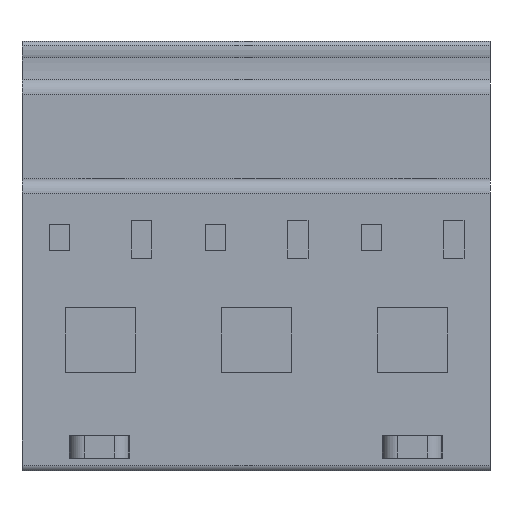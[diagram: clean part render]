
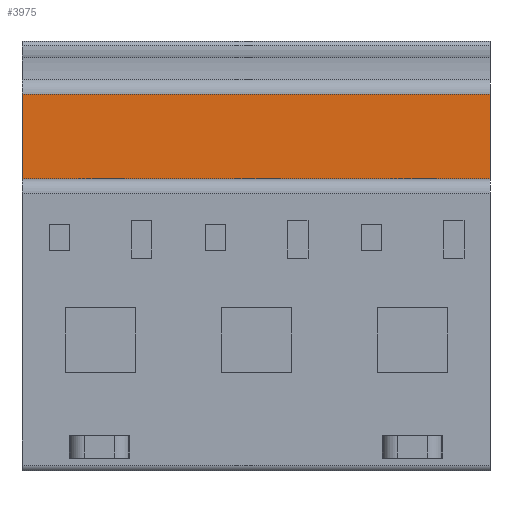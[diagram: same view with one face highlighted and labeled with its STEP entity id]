
A CAD part, front view. The second image highlights one B-rep face of the part: STEP entity #3975.
In plain terms, the highlighted planar face has unit normal (0, -1, 0).
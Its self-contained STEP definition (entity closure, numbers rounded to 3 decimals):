
#3962=AXIS2_PLACEMENT_3D('Plane Axis2P3D',#3959,#3960,#3961) ;
#1854=CARTESIAN_POINT('Vertex',(0.,-22.5,0.444)) ;
#1857=CARTESIAN_POINT('Line Origine',(0.,-22.5,-6.778)) ;
#1861=CARTESIAN_POINT('Vertex',(0.,-22.5,-14.)) ;
#1958=CARTESIAN_POINT('Vertex',(-80.1,-22.5,-14.)) ;
#1961=CARTESIAN_POINT('Line Origine',(-80.1,-22.5,-6.778)) ;
#1965=CARTESIAN_POINT('Vertex',(-80.1,-22.5,0.444)) ;
#3947=CARTESIAN_POINT('Line Origine',(-40.05,-22.5,0.444)) ;
#3959=CARTESIAN_POINT('Axis2P3D Location',(0.,-22.5,0.444)) ;
#3964=CARTESIAN_POINT('Line Origine',(-40.05,-22.5,-14.)) ;
#1858=DIRECTION('Vector Direction',(0.,0.,-1.)) ;
#1962=DIRECTION('Vector Direction',(0.,0.,-1.)) ;
#3948=DIRECTION('Vector Direction',(1.,0.,0.)) ;
#3960=DIRECTION('Axis2P3D Direction',(0.,1.,0.)) ;
#3961=DIRECTION('Axis2P3D XDirection',(0.,0.,-1.)) ;
#3965=DIRECTION('Vector Direction',(-1.,0.,0.)) ;
#1859=VECTOR('Line Direction',#1858,1.) ;
#1963=VECTOR('Line Direction',#1962,1.) ;
#3949=VECTOR('Line Direction',#3948,1.) ;
#3966=VECTOR('Line Direction',#3965,1.) ;
#3970=ORIENTED_EDGE('',*,*,#1967,.T.) ;
#3971=ORIENTED_EDGE('',*,*,#3968,.F.) ;
#3972=ORIENTED_EDGE('',*,*,#1863,.F.) ;
#3973=ORIENTED_EDGE('',*,*,#3951,.T.) ;
#3975=ADVANCED_FACE('PartBody',(#3974),#3963,.F.) ;
#1863=EDGE_CURVE('',#1855,#1862,#1860,.T.) ;
#1967=EDGE_CURVE('',#1966,#1959,#1964,.T.) ;
#3951=EDGE_CURVE('',#1855,#1966,#3950,.F.) ;
#3968=EDGE_CURVE('',#1862,#1959,#3967,.T.) ;
#3969=EDGE_LOOP('',(#3970,#3971,#3972,#3973)) ;
#3974=FACE_OUTER_BOUND('',#3969,.T.) ;
#1860=LINE('Line',#1857,#1859) ;
#1964=LINE('Line',#1961,#1963) ;
#3950=LINE('Line',#3947,#3949) ;
#3967=LINE('Line',#3964,#3966) ;
#3963=PLANE('',#3962) ;
#1855=VERTEX_POINT('',#1854) ;
#1862=VERTEX_POINT('',#1861) ;
#1959=VERTEX_POINT('',#1958) ;
#1966=VERTEX_POINT('',#1965) ;
